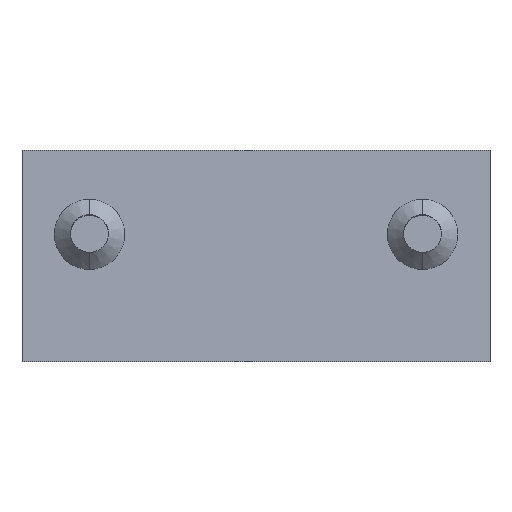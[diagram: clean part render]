
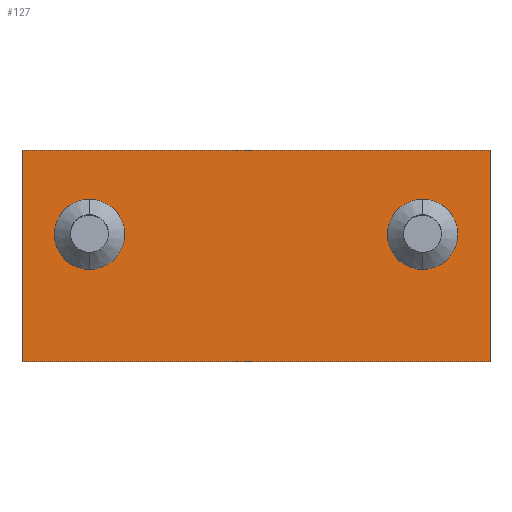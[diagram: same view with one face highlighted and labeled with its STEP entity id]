
A CAD part, top view. The second image highlights one B-rep face of the part: STEP entity #127.
In plain terms, the highlighted planar face has unit normal (0, 0.052, 0.999).
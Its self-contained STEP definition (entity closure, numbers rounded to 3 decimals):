
#6 = CARTESIAN_POINT ( 'NONE',  ( -29.896, -2.423, 4.131 ) ) ;
#10 = AXIS2_PLACEMENT_3D ( 'NONE', #498, #378, #188 ) ;
#16 = FACE_BOUND ( 'NONE', #377, .T. ) ;
#27 = ORIENTED_EDGE ( 'NONE', *, *, #345, .F. ) ;
#41 = CARTESIAN_POINT ( 'NONE',  ( -29.896, 3.869, 3.802 ) ) ;
#42 = CARTESIAN_POINT ( 'NONE',  ( -29.896, 3.869, 3.802 ) ) ;
#48 = AXIS2_PLACEMENT_3D ( 'NONE', #41, #447, #59 ) ;
#50 = EDGE_LOOP ( 'NONE', ( #147, #27 ) ) ;
#59 = DIRECTION ( 'NONE',  ( 0., -0.999, 0.052 ) ) ;
#64 = DIRECTION ( 'NONE',  ( -1., 0., 0. ) ) ;
#65 = ORIENTED_EDGE ( 'NONE', *, *, #294, .F. ) ;
#75 = CIRCLE ( 'NONE', #363, 6.3 ) ;
#77 = EDGE_CURVE ( 'NONE', #331, #428, #478, .T. ) ;
#79 = CARTESIAN_POINT ( 'NONE',  ( 29.896, 3.869, 3.802 ) ) ;
#90 = ORIENTED_EDGE ( 'NONE', *, *, #282, .F. ) ;
#100 = ORIENTED_EDGE ( 'NONE', *, *, #118, .T. ) ;
#110 = VERTEX_POINT ( 'NONE', #492 ) ;
#118 = EDGE_CURVE ( 'NONE', #184, #110, #215, .T. ) ;
#124 = DIRECTION ( 'NONE',  ( 0., 0.052, 0.999 ) ) ;
#127 = ADVANCED_FACE ( 'NONE', ( #16, #173, #171 ), #289, .F. ) ;
#137 = ORIENTED_EDGE ( 'NONE', *, *, #461, .T. ) ;
#139 = DIRECTION ( 'NONE',  ( 0., 0.999, -0.052 ) ) ;
#142 = CARTESIAN_POINT ( 'NONE',  ( -42., -19., 5. ) ) ;
#147 = ORIENTED_EDGE ( 'NONE', *, *, #77, .F. ) ;
#151 = VERTEX_POINT ( 'NONE', #364 ) ;
#152 = CARTESIAN_POINT ( 'NONE',  ( 42., -19., 5. ) ) ;
#165 = CIRCLE ( 'NONE', #10, 6.3 ) ;
#166 = VECTOR ( 'NONE', #208, 1000. ) ;
#171 = FACE_OUTER_BOUND ( 'NONE', #337, .T. ) ;
#173 = FACE_BOUND ( 'NONE', #50, .T. ) ;
#174 = CIRCLE ( 'NONE', #303, 6.3 ) ;
#176 = VERTEX_POINT ( 'NONE', #152 ) ;
#183 = CARTESIAN_POINT ( 'NONE',  ( -42., -19., 5. ) ) ;
#184 = VERTEX_POINT ( 'NONE', #306 ) ;
#188 = DIRECTION ( 'NONE',  ( 0., -0.999, 0.052 ) ) ;
#207 = CARTESIAN_POINT ( 'NONE',  ( 42., 19., 3.009 ) ) ;
#208 = DIRECTION ( 'NONE',  ( 0., -0.999, 0.052 ) ) ;
#211 = EDGE_CURVE ( 'NONE', #110, #176, #308, .T. ) ;
#215 = LINE ( 'NONE', #142, #166 ) ;
#224 = DIRECTION ( 'NONE',  ( 1., 0., 0. ) ) ;
#228 = VECTOR ( 'NONE', #139, 1000. ) ;
#230 = CARTESIAN_POINT ( 'NONE',  ( -42., 19., 3.009 ) ) ;
#253 = AXIS2_PLACEMENT_3D ( 'NONE', #325, #457, #64 ) ;
#269 = ORIENTED_EDGE ( 'NONE', *, *, #211, .T. ) ;
#282 = EDGE_CURVE ( 'NONE', #184, #465, #470, .T. ) ;
#289 = PLANE ( 'NONE',  #253 ) ;
#294 = EDGE_CURVE ( 'NONE', #374, #151, #165, .T. ) ;
#303 = AXIS2_PLACEMENT_3D ( 'NONE', #42, #124, #356 ) ;
#306 = CARTESIAN_POINT ( 'NONE',  ( -42., 19., 3.009 ) ) ;
#308 = LINE ( 'NONE', #183, #434 ) ;
#320 = CARTESIAN_POINT ( 'NONE',  ( 29.896, 10.16, 3.472 ) ) ;
#325 = CARTESIAN_POINT ( 'NONE',  ( 0., -0.026, 4.006 ) ) ;
#331 = VERTEX_POINT ( 'NONE', #350 ) ;
#337 = EDGE_LOOP ( 'NONE', ( #100, #269, #137, #90 ) ) ;
#345 = EDGE_CURVE ( 'NONE', #428, #331, #174, .T. ) ;
#350 = CARTESIAN_POINT ( 'NONE',  ( -29.896, 10.16, 3.472 ) ) ;
#354 = VECTOR ( 'NONE', #224, 1000. ) ;
#356 = DIRECTION ( 'NONE',  ( 0., -0.999, 0.052 ) ) ;
#363 = AXIS2_PLACEMENT_3D ( 'NONE', #79, #479, #385 ) ;
#364 = CARTESIAN_POINT ( 'NONE',  ( 29.896, -2.423, 4.131 ) ) ;
#374 = VERTEX_POINT ( 'NONE', #320 ) ;
#377 = EDGE_LOOP ( 'NONE', ( #65, #441 ) ) ;
#378 = DIRECTION ( 'NONE',  ( 0., 0.052, 0.999 ) ) ;
#385 = DIRECTION ( 'NONE',  ( 0., -0.999, 0.052 ) ) ;
#398 = CARTESIAN_POINT ( 'NONE',  ( 42., -19., 5. ) ) ;
#407 = EDGE_CURVE ( 'NONE', #151, #374, #75, .T. ) ;
#428 = VERTEX_POINT ( 'NONE', #6 ) ;
#434 = VECTOR ( 'NONE', #466, 1000. ) ;
#441 = ORIENTED_EDGE ( 'NONE', *, *, #407, .F. ) ;
#446 = LINE ( 'NONE', #398, #228 ) ;
#447 = DIRECTION ( 'NONE',  ( 0., 0.052, 0.999 ) ) ;
#457 = DIRECTION ( 'NONE',  ( 0., -0.052, -0.999 ) ) ;
#461 = EDGE_CURVE ( 'NONE', #176, #465, #446, .T. ) ;
#465 = VERTEX_POINT ( 'NONE', #207 ) ;
#466 = DIRECTION ( 'NONE',  ( 1., 0., 0. ) ) ;
#470 = LINE ( 'NONE', #230, #354 ) ;
#478 = CIRCLE ( 'NONE', #48, 6.3 ) ;
#479 = DIRECTION ( 'NONE',  ( 0., 0.052, 0.999 ) ) ;
#492 = CARTESIAN_POINT ( 'NONE',  ( -42., -19., 5. ) ) ;
#498 = CARTESIAN_POINT ( 'NONE',  ( 29.896, 3.869, 3.802 ) ) ;
